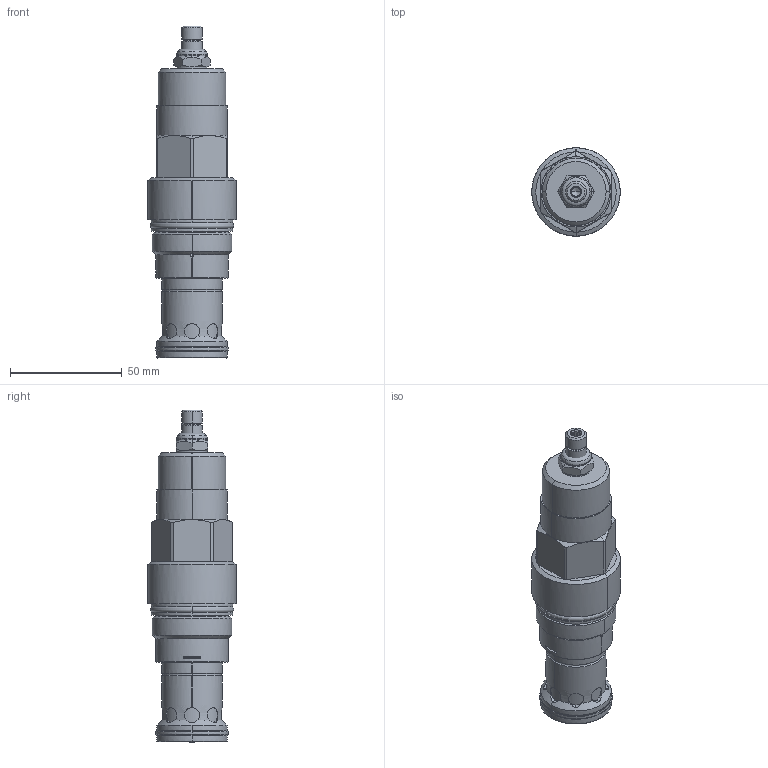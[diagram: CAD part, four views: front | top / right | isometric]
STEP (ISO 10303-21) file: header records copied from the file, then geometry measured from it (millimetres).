
FILE_DESCRIPTION((''),'2;1');
FILE_NAME('RPITLAN_SW_PRT','2019-08-29T',('charlief'),(''),'PRO/ENGINEER BY PARAMETRIC TECHNOLOGY CORPORATION, 2016010','PRO/ENGINEER BY PARAMETRIC TECHNOLOGY CORPORATION, 2016010','');
FILE_SCHEMA(('CONFIG_CONTROL_DESIGN'));
Products named in the file (1): RPITLAN_SW_PRT
Bounding box: 39.6 x 39.6 x 148.72 mm (x, y, z)
Surface area: 23921.2 mm2 (no closed solid volume)
Topology: 0 solids, 0 shells, 260 faces, 1220 edges, 1211 vertices
Faces by surface type: bspline 240, torus 20
Entity records: 62114 total; most frequent: CARTESIAN_POINT 51406, DIRECTION 1688, TRIMMED_CURVE 1364, DEFINITIONAL_REPRESENTATION 1204, PCURVE 1204, COMPOSITE_CURVE_SEGMENT 1204, VECTOR 1080, LINE 1080
